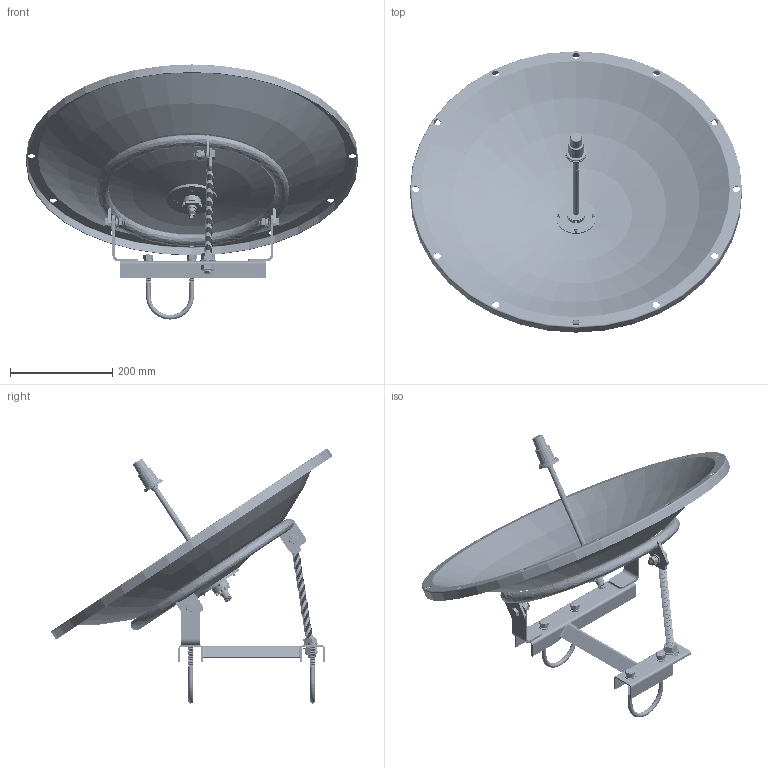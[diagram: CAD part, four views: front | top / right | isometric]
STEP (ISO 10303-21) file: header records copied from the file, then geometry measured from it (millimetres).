
FILE_DESCRIPTION (( 'STEP AP203' ), '1' );
FILE_NAME ('HG5158-28D.STEP', '2011-08-11T15:50:54', ( 'x' ), ( 'Microsoft' ), 'SwSTEP 2.0', 'SolidWorks 2010', '' );
FILE_SCHEMA (( 'CONFIG_CONTROL_DESIGN' ));
Length unit declared in the file: inch
Products named in the file (8): HG5158-28D_FH-NUT; HG5158-28D_U-Bolt; HG5158-28D_Feed Horn; HG5158-28D; HG5158-28D_Dish; HG5158-28D_Bracket_Default<As Machined>; HG5158-28D_ThreadedArm; HG5158-28D_M4-MS
Assembly tree (11 placements, depth 2):
  HG5158-28D
    HG5158-28D_Feed Horn
    HG5158-28D_U-Bolt  x2
    HG5158-28D_M4-MS  x4
    HG5158-28D_ThreadedArm
    HG5158-28D_Dish
    HG5158-28D_Bracket_Default<As Machined>
    HG5158-28D_FH-NUT
Bounding box: 649.29 x 550.68 x 498.88 mm (x, y, z)
Volume: 1643322.9 mm3; surface area: 1126219 mm2
Topology: 18 solids, 18 shells, 3649 faces, 7672 edges, 4140 vertices
Faces by surface type: cone 2792, plane 440, cylinder 300, torus 90, bspline 17, sphere 10
Entity records: 72649 total; most frequent: CARTESIAN_POINT 16144, DIRECTION 12812, ORIENTED_EDGE 10792, EDGE_CURVE 5396, AXIS2_PLACEMENT_3D 5071, VERTEX_POINT 2953, EDGE_LOOP 2691, LINE 2670
